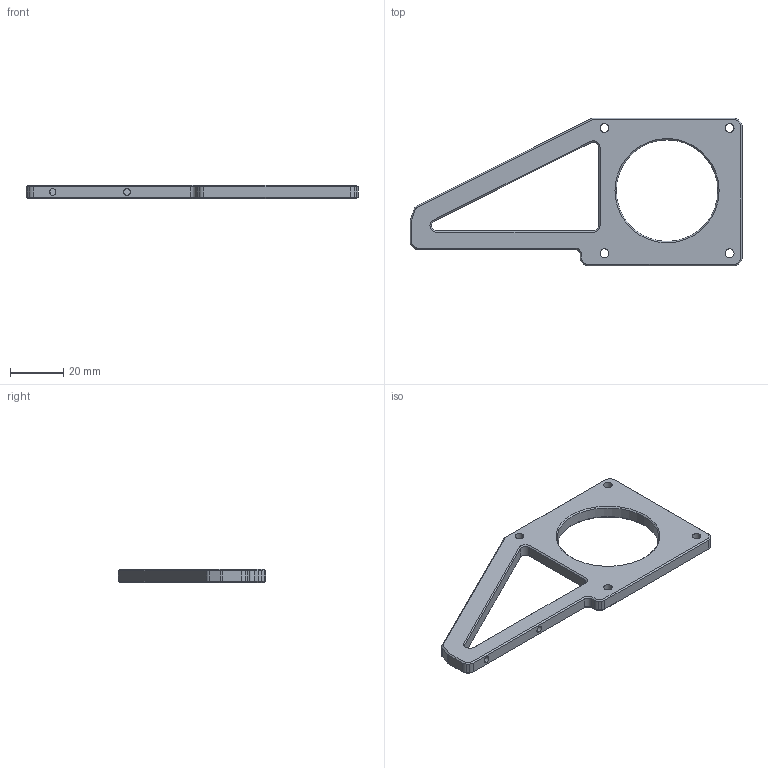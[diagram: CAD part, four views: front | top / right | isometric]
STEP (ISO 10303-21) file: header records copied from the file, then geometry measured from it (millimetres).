
FILE_DESCRIPTION (( 'STEP AP214' ), '1' );
FILE_NAME ('FixationNema23.STEP', '2023-05-10T12:02:12', ( '' ), ( '' ), 'SwSTEP 2.0', 'SolidWorks 2020', '' );
FILE_SCHEMA (( 'AUTOMOTIVE_DESIGN' ));
Length unit declared in the file: millimetre
Products named in the file (1): FixationNema23
Bounding box: 124.89 x 55.4 x 5 mm (x, y, z)
Volume: 14674.6 mm3; surface area: 8968.2 mm2
Topology: 1 solids, 1 shells, 113 faces, 268 edges, 156 vertices
Faces by surface type: plane 47, cone 36, cylinder 30
Entity records: 3410 total; most frequent: DIRECTION 588, CARTESIAN_POINT 563, ORIENTED_EDGE 536, EDGE_CURVE 268, AXIS2_PLACEMENT_3D 209, LINE 170, VECTOR 170, VERTEX_POINT 156
